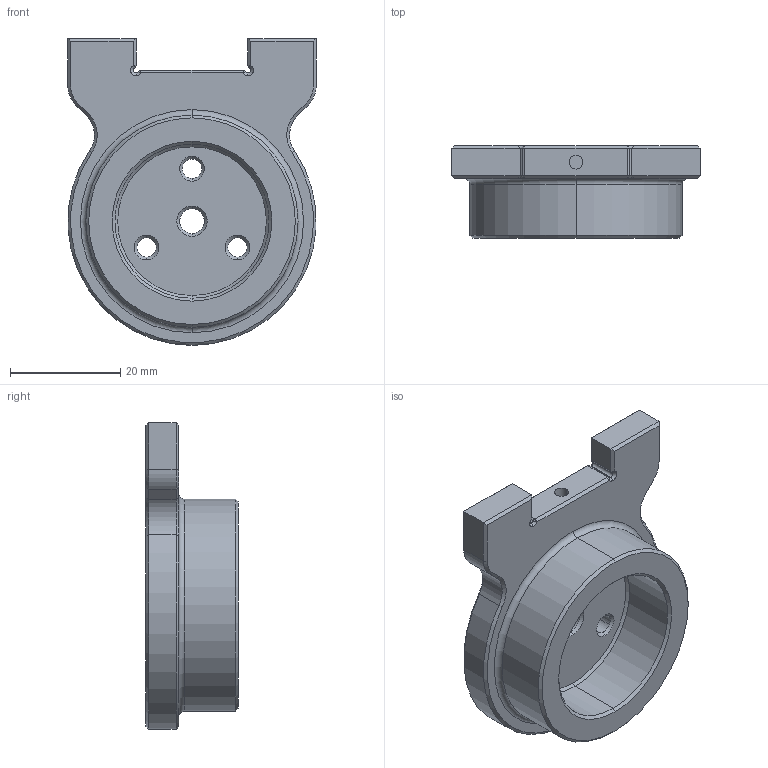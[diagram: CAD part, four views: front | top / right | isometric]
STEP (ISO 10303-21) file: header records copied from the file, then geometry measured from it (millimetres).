
FILE_DESCRIPTION (( 'STEP AP214' ), '1' );
FILE_NAME ('Side plate without servo horn - Pololu hub.STEP', '2021-04-08T08:18:29', ( '' ), ( '' ), 'SwSTEP 2.0', 'SolidWorks 2018', '' );
FILE_SCHEMA (( 'AUTOMOTIVE_DESIGN' ));
Length unit declared in the file: millimetre
Products named in the file (1): Side plate without servo horn - Pololu hub
Bounding box: 45.1 x 16.77 x 55.7 mm (x, y, z)
Volume: 17850 mm3; surface area: 7629.4 mm2
Topology: 1 solids, 1 shells, 124 faces, 287 edges, 163 vertices
Faces by surface type: cone 53, plane 35, cylinder 34, torus 2
Entity records: 3470 total; most frequent: DIRECTION 658, CARTESIAN_POINT 567, ORIENTED_EDGE 558, EDGE_CURVE 279, AXIS2_PLACEMENT_3D 254, VERTEX_POINT 163, LINE 150, VECTOR 150
